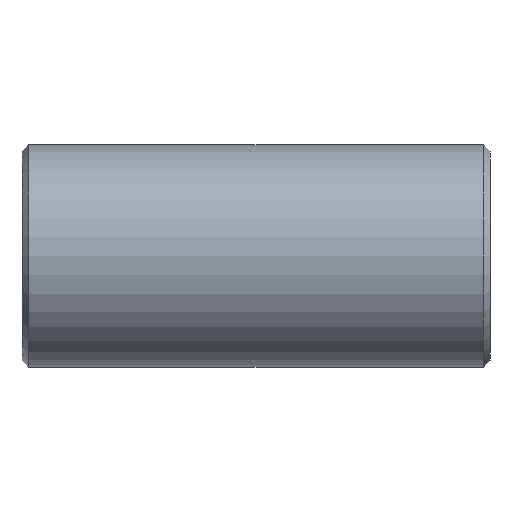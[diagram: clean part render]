
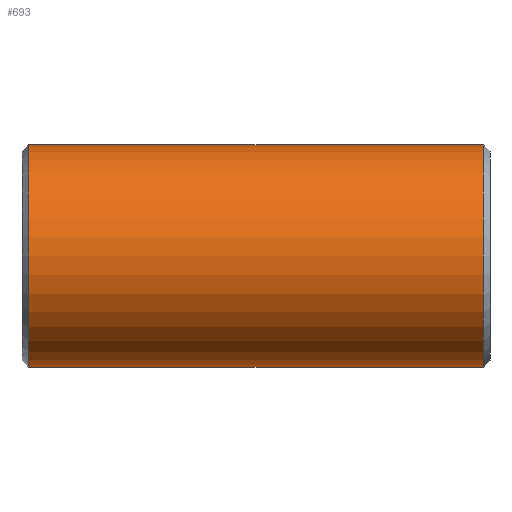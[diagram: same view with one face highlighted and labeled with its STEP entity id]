
A CAD part, front view. The second image highlights one B-rep face of the part: STEP entity #693.
In plain terms, the highlighted cylindrical face has radius 30.163 mm (diameter 60.325 mm), a partial arc.
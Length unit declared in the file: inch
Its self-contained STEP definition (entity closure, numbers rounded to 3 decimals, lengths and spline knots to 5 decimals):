
#24 = DIRECTION ( 'NONE',  ( 0., 0., -1. ) ) ;
#66 = CARTESIAN_POINT ( 'NONE',  ( -2.42733, 0., -1.1875 ) ) ;
#82 = LINE ( 'NONE', #140, #295 ) ;
#86 = CARTESIAN_POINT ( 'NONE',  ( 2.42733, 0., 0. ) ) ;
#100 = EDGE_CURVE ( 'NONE', #472, #739, #82, .T. ) ;
#128 = DIRECTION ( 'NONE',  ( -1., 0., 0. ) ) ;
#132 = CARTESIAN_POINT ( 'NONE',  ( 2.5, 0., -1.1875 ) ) ;
#134 = DIRECTION ( 'NONE',  ( 0., 0., 1. ) ) ;
#140 = CARTESIAN_POINT ( 'NONE',  ( 2.5, 0., 1.1875 ) ) ;
#146 = EDGE_CURVE ( 'NONE', #423, #472, #667, .T. ) ;
#159 = CARTESIAN_POINT ( 'NONE',  ( 2.42733, 0., 1.1875 ) ) ;
#219 = VERTEX_POINT ( 'NONE', #66 ) ;
#221 = DIRECTION ( 'NONE',  ( 1., 0., 0. ) ) ;
#266 = CARTESIAN_POINT ( 'NONE',  ( 2.42733, 0., -1.1875 ) ) ;
#295 = VECTOR ( 'NONE', #536, 39.37008 ) ;
#313 = CYLINDRICAL_SURFACE ( 'NONE', #368, 1.1875 ) ;
#327 = CARTESIAN_POINT ( 'NONE',  ( -2.42733, 0., 1.1875 ) ) ;
#335 = CARTESIAN_POINT ( 'NONE',  ( -2.42733, 0., 0. ) ) ;
#345 = EDGE_CURVE ( 'NONE', #423, #219, #351, .T. ) ;
#351 = LINE ( 'NONE', #132, #633 ) ;
#368 = AXIS2_PLACEMENT_3D ( 'NONE', #412, #470, #134 ) ;
#412 = CARTESIAN_POINT ( 'NONE',  ( 2.5, 0., 0. ) ) ;
#420 = ORIENTED_EDGE ( 'NONE', *, *, #345, .F. ) ;
#423 = VERTEX_POINT ( 'NONE', #266 ) ;
#433 = ORIENTED_EDGE ( 'NONE', *, *, #146, .T. ) ;
#436 = DIRECTION ( 'NONE',  ( 0., 0., 1. ) ) ;
#455 = DIRECTION ( 'NONE',  ( -1., 0., 0. ) ) ;
#470 = DIRECTION ( 'NONE',  ( -1., 0., 0. ) ) ;
#472 = VERTEX_POINT ( 'NONE', #159 ) ;
#517 = AXIS2_PLACEMENT_3D ( 'NONE', #86, #128, #24 ) ;
#536 = DIRECTION ( 'NONE',  ( -1., 0., 0. ) ) ;
#537 = EDGE_CURVE ( 'NONE', #739, #219, #694, .T. ) ;
#554 = AXIS2_PLACEMENT_3D ( 'NONE', #335, #221, #436 ) ;
#564 = FACE_OUTER_BOUND ( 'NONE', #671, .T. ) ;
#633 = VECTOR ( 'NONE', #455, 39.37008 ) ;
#658 = ORIENTED_EDGE ( 'NONE', *, *, #537, .T. ) ;
#667 = CIRCLE ( 'NONE', #517, 1.1875 ) ;
#671 = EDGE_LOOP ( 'NONE', ( #420, #433, #728, #658 ) ) ;
#693 = ADVANCED_FACE ( 'NONE', ( #564 ), #313, .T. ) ;
#694 = CIRCLE ( 'NONE', #554, 1.1875 ) ;
#728 = ORIENTED_EDGE ( 'NONE', *, *, #100, .T. ) ;
#739 = VERTEX_POINT ( 'NONE', #327 ) ;
